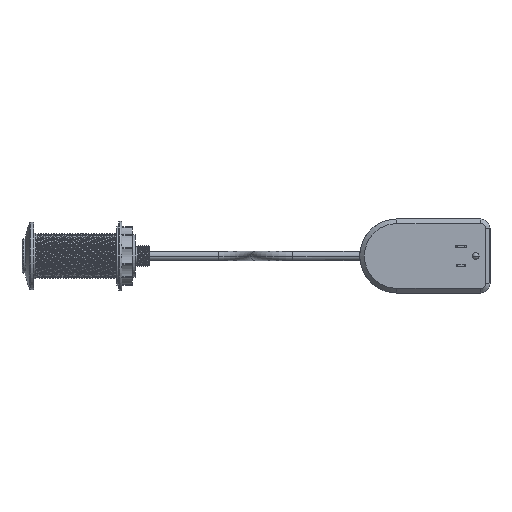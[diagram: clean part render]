
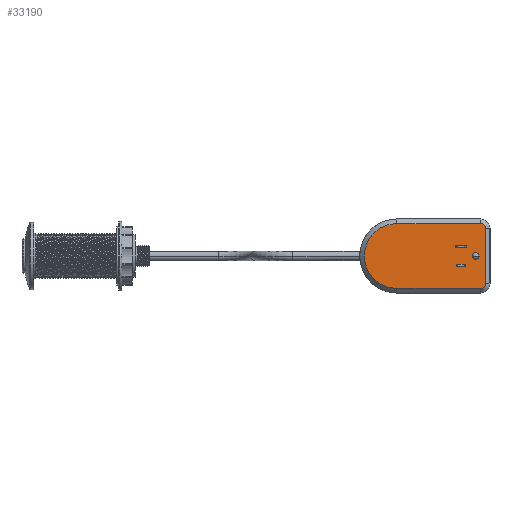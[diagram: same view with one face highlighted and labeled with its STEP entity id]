
A CAD part, left-side view. The second image highlights one B-rep face of the part: STEP entity #33190.
In plain terms, the highlighted planar face has unit normal (-1, 0, 0).
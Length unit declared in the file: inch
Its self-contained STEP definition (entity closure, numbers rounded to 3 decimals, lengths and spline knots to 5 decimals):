
#27365=CARTESIAN_POINT('',(-6.533,-9.848,0.));
#27366=DIRECTION('',(-1.,0.,0.));
#27367=DIRECTION('',(0.,0.,1.));
#27368=AXIS2_PLACEMENT_3D('',#27365,#27366,#27367);
#27373=DIRECTION('',(0.,1.,0.));
#27374=VECTOR('',#27373,2.255);
#27375=CARTESIAN_POINT('',(-6.533,-12.103,
0.87));
#27376=LINE('',#27375,#27374);
#27380=CARTESIAN_POINT('',(-6.533,-12.103,0.745));
#27381=DIRECTION('',(-1.,0.,0.));
#27382=DIRECTION('',(0.,-1.,0.));
#27383=AXIS2_PLACEMENT_3D('',#27380,#27381,#27382);
#27388=DIRECTION('',(0.,0.,1.));
#27389=VECTOR('',#27388,1.49);
#27390=CARTESIAN_POINT('',(-6.533,-12.228,
-0.745));
#27391=LINE('',#27390,#27389);
#27395=CARTESIAN_POINT('',(-6.533,-12.103,-0.745));
#27396=DIRECTION('',(-1.,0.,0.));
#27397=DIRECTION('',(0.,0.,-1.));
#27398=AXIS2_PLACEMENT_3D('',#27395,#27396,#27397);
#27403=DIRECTION('',(0.,-1.,0.));
#27404=VECTOR('',#27403,2.255);
#27405=CARTESIAN_POINT('',(-6.533,-9.848,
-0.87));
#27406=LINE('',#27405,#27404);
#27410=DIRECTION('',(0.,1.,0.));
#27411=VECTOR('',#27410,0.32);
#27412=CARTESIAN_POINT('',(-6.533,-11.733,0.282));
#27413=LINE('',#27412,#27411);
#27417=DIRECTION('',(0.,0.,-1.));
#27418=VECTOR('',#27417,0.062);
#27419=CARTESIAN_POINT('',(-6.533,-11.413,0.282));
#27420=LINE('',#27419,#27418);
#27424=DIRECTION('',(0.,-1.,0.));
#27425=VECTOR('',#27424,0.32);
#27426=CARTESIAN_POINT('',(-6.533,-11.413,0.22));
#27427=LINE('',#27426,#27425);
#27431=DIRECTION('',(0.,0.,1.));
#27432=VECTOR('',#27431,0.062);
#27433=CARTESIAN_POINT('',(-6.533,-11.733,0.22));
#27434=LINE('',#27433,#27432);
#27438=DIRECTION('',(0.,1.,0.));
#27439=VECTOR('',#27438,0.25);
#27440=CARTESIAN_POINT('',(-6.533,-11.698,-0.22));
#27441=LINE('',#27440,#27439);
#27445=DIRECTION('',(0.,0.,-1.));
#27446=VECTOR('',#27445,0.062);
#27447=CARTESIAN_POINT('',(-6.533,-11.448,-0.22));
#27448=LINE('',#27447,#27446);
#27452=DIRECTION('',(0.,-1.,0.));
#27453=VECTOR('',#27452,0.25);
#27454=CARTESIAN_POINT('',(-6.533,-11.448,-0.282));
#27455=LINE('',#27454,#27453);
#27459=DIRECTION('',(0.,0.,1.));
#27460=VECTOR('',#27459,0.062);
#27461=CARTESIAN_POINT('',(-6.533,-11.698,-0.282));
#27462=LINE('',#27461,#27460);
#27466=CARTESIAN_POINT('',(-6.533,-11.968,0.));
#27467=DIRECTION('',(-1.,0.,0.));
#27468=DIRECTION('',(0.,-1.,0.));
#27469=AXIS2_PLACEMENT_3D('',#27466,#27467,#27468);
#27474=CARTESIAN_POINT('',(-6.533,-11.968,0.));
#27475=DIRECTION('',(-1.,0.,0.));
#27476=DIRECTION('',(0.,1.,0.));
#27477=AXIS2_PLACEMENT_3D('',#27474,#27475,#27476);
#31495=CARTESIAN_POINT('',(-6.533,-11.733,0.282));
#31496=CARTESIAN_POINT('',(-6.533,-11.413,0.282));
#31497=VERTEX_POINT('',#31495);
#31498=VERTEX_POINT('',#31496);
#31499=CARTESIAN_POINT('',(-6.533,-11.413,0.22));
#31500=VERTEX_POINT('',#31499);
#31501=CARTESIAN_POINT('',(-6.533,-11.733,0.22));
#31502=VERTEX_POINT('',#31501);
#31503=CARTESIAN_POINT('',(-6.533,-11.698,-0.22));
#31504=CARTESIAN_POINT('',(-6.533,-11.448,-0.22));
#31505=VERTEX_POINT('',#31503);
#31506=VERTEX_POINT('',#31504);
#31507=CARTESIAN_POINT('',(-6.533,-11.448,-0.282));
#31508=VERTEX_POINT('',#31507);
#31509=CARTESIAN_POINT('',(-6.533,-11.698,-0.282));
#31510=VERTEX_POINT('',#31509);
#31517=CARTESIAN_POINT('',(-6.533,-12.058,0.));
#31518=CARTESIAN_POINT('',(-6.533,-11.878,0.));
#31519=VERTEX_POINT('',#31517);
#31520=VERTEX_POINT('',#31518);
#31603=CARTESIAN_POINT('',(-6.533,-9.848,0.87));
#31604=CARTESIAN_POINT('',(-6.533,-9.848,-0.87));
#31605=VERTEX_POINT('',#31603);
#31606=VERTEX_POINT('',#31604);
#31611=CARTESIAN_POINT('',(-6.533,-12.103,
-0.87));
#31612=VERTEX_POINT('',#31611);
#31615=CARTESIAN_POINT('',(-6.533,-12.228,-0.745));
#31616=VERTEX_POINT('',#31615);
#31619=CARTESIAN_POINT('',(-6.533,-12.228,
0.745));
#31620=VERTEX_POINT('',#31619);
#31623=CARTESIAN_POINT('',(-6.533,-12.103,0.87));
#31624=VERTEX_POINT('',#31623);
#33146=CARTESIAN_POINT('',(-6.533,-12.353,0.));
#33147=DIRECTION('',(-1.,0.,0.));
#33148=DIRECTION('',(0.,0.,-1.));
#33149=AXIS2_PLACEMENT_3D('',#33146,#33147,#33148);
#33150=PLANE('',#33149);
#33152=ORIENTED_EDGE('',*,*,#33151,.F.);
#33153=ORIENTED_EDGE('',*,*,#33129,.F.);
#33155=ORIENTED_EDGE('',*,*,#33154,.F.);
#33157=ORIENTED_EDGE('',*,*,#33156,.F.);
#33159=ORIENTED_EDGE('',*,*,#33158,.F.);
#33161=ORIENTED_EDGE('',*,*,#33160,.F.);
#33162=EDGE_LOOP('',(#33152,#33153,#33155,#33157,#33159,#33161));
#33163=FACE_OUTER_BOUND('',#33162,.F.);
#33165=ORIENTED_EDGE('',*,*,#33164,.T.);
#33167=ORIENTED_EDGE('',*,*,#33166,.T.);
#33169=ORIENTED_EDGE('',*,*,#33168,.T.);
#33171=ORIENTED_EDGE('',*,*,#33170,.T.);
#33172=EDGE_LOOP('',(#33165,#33167,#33169,#33171));
#33173=FACE_BOUND('',#33172,.F.);
#33175=ORIENTED_EDGE('',*,*,#33174,.T.);
#33177=ORIENTED_EDGE('',*,*,#33176,.T.);
#33179=ORIENTED_EDGE('',*,*,#33178,.T.);
#33181=ORIENTED_EDGE('',*,*,#33180,.T.);
#33182=EDGE_LOOP('',(#33175,#33177,#33179,#33181));
#33183=FACE_BOUND('',#33182,.F.);
#33185=ORIENTED_EDGE('',*,*,#33184,.T.);
#33187=ORIENTED_EDGE('',*,*,#33186,.T.);
#33188=EDGE_LOOP('',(#33185,#33187));
#33189=FACE_BOUND('',#33188,.F.);
#27369=CIRCLE('',#27368,0.87);
#27384=CIRCLE('',#27383,0.125);
#27399=CIRCLE('',#27398,0.125);
#27470=CIRCLE('',#27469,0.09);
#27478=CIRCLE('',#27477,0.09);
#33129=EDGE_CURVE('',#31624,#31605,#27376,.T.);
#33151=EDGE_CURVE('',#31605,#31606,#27369,.T.);
#33154=EDGE_CURVE('',#31620,#31624,#27384,.T.);
#33156=EDGE_CURVE('',#31616,#31620,#27391,.T.);
#33158=EDGE_CURVE('',#31612,#31616,#27399,.T.);
#33160=EDGE_CURVE('',#31606,#31612,#27406,.T.);
#33164=EDGE_CURVE('',#31497,#31498,#27413,.T.);
#33166=EDGE_CURVE('',#31498,#31500,#27420,.T.);
#33168=EDGE_CURVE('',#31500,#31502,#27427,.T.);
#33170=EDGE_CURVE('',#31502,#31497,#27434,.T.);
#33174=EDGE_CURVE('',#31505,#31506,#27441,.T.);
#33176=EDGE_CURVE('',#31506,#31508,#27448,.T.);
#33178=EDGE_CURVE('',#31508,#31510,#27455,.T.);
#33180=EDGE_CURVE('',#31510,#31505,#27462,.T.);
#33184=EDGE_CURVE('',#31519,#31520,#27470,.T.);
#33186=EDGE_CURVE('',#31520,#31519,#27478,.T.);
#33190=ADVANCED_FACE('',(#33163,#33173,#33183,#33189),#33150,.T.);
